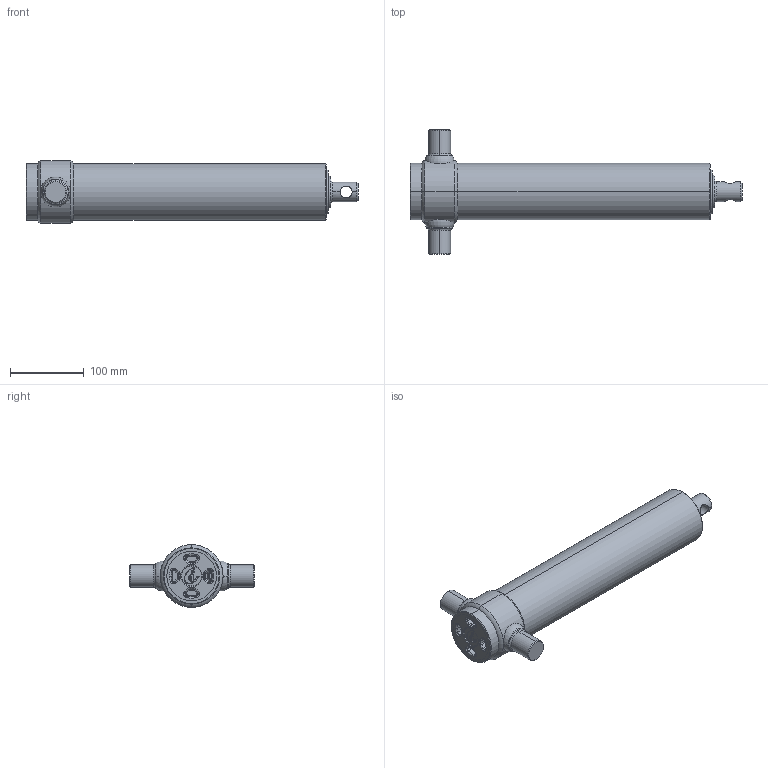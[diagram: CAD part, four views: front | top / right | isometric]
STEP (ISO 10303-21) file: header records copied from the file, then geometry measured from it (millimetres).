
FILE_DESCRIPTION (( 'STEP AP203' ), '1' );
FILE_NAME ('339.BGBZ.STEP', '2018-02-02T07:10:36', ( '' ), ( '' ), 'SwSTEP 2.0', 'SolidWorks 2017', '' );
FILE_SCHEMA (( 'CONFIG_CONTROL_DESIGN' ));
Length unit declared in the file: millimetre
Products named in the file (1): 339.BGBZ
Bounding box: 449 x 169 x 85 mm (x, y, z)
Surface area: 298272.1 mm2 (no closed solid volume)
Topology: 0 solids, 16 shells, 254 faces, 655 edges, 411 vertices
Faces by surface type: torus 84, cylinder 70, cone 58, plane 33, bspline 9
Entity records: 9483 total; most frequent: CARTESIAN_POINT 3156, DIRECTION 1484, ORIENTED_EDGE 1151, EDGE_CURVE 654, AXIS2_PLACEMENT_3D 645, VERTEX_POINT 411, CIRCLE 399, EDGE_LOOP 273
